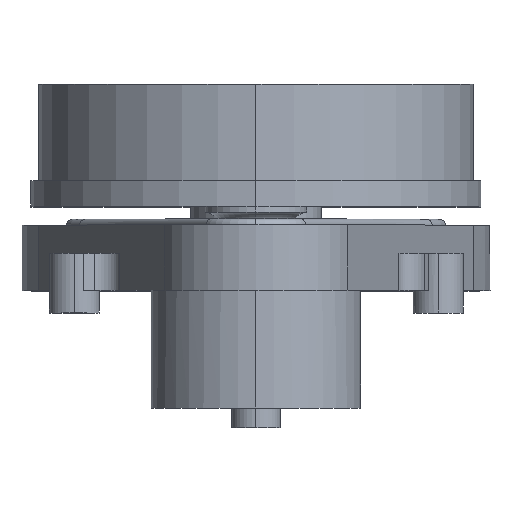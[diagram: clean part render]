
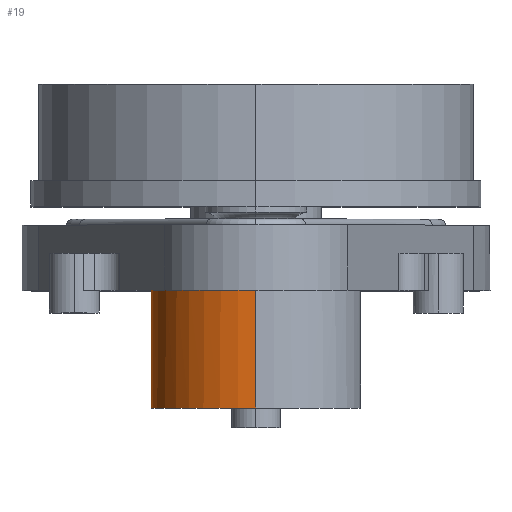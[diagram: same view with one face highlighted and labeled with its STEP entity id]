
A CAD part, top view. The second image highlights one B-rep face of the part: STEP entity #19.
In plain terms, the highlighted cylindrical face has radius 16 mm (diameter 32 mm), a partial arc.
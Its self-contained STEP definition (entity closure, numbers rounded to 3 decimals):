
#19 = ADVANCED_FACE ( 'NONE', ( #873 ), #1890, .T. ) ;
#55 = CARTESIAN_POINT ( 'NONE',  ( 0., -18., 39.7 ) ) ;
#61 = ORIENTED_EDGE ( 'NONE', *, *, #1122, .F. ) ;
#103 = CARTESIAN_POINT ( 'NONE',  ( 0., -18., 71.7 ) ) ;
#130 = CARTESIAN_POINT ( 'NONE',  ( 0., -18., 55.7 ) ) ;
#194 = EDGE_CURVE ( 'NONE', #2456, #1328, #1729, .T. ) ;
#230 = ORIENTED_EDGE ( 'NONE', *, *, #951, .F. ) ;
#236 = EDGE_CURVE ( 'NONE', #2919, #2456, #276, .T. ) ;
#275 = AXIS2_PLACEMENT_3D ( 'NONE', #1501, #3313, #715 ) ;
#276 = LINE ( 'NONE', #103, #2965 ) ;
#685 = CARTESIAN_POINT ( 'NONE',  ( -15.994, 0., 56.121 ) ) ;
#705 = CARTESIAN_POINT ( 'NONE',  ( 0., -18., 55.7 ) ) ;
#715 = DIRECTION ( 'NONE',  ( 0., 0., -1. ) ) ;
#741 = CIRCLE ( 'NONE', #2635, 16. ) ;
#869 = EDGE_LOOP ( 'NONE', ( #61, #230, #2398, #3196, #2283 ) ) ;
#873 = FACE_OUTER_BOUND ( 'NONE', #869, .T. ) ;
#951 = EDGE_CURVE ( 'NONE', #2919, #3175, #741, .T. ) ;
#1031 = DIRECTION ( 'NONE',  ( 0., 0., -1. ) ) ;
#1062 = CARTESIAN_POINT ( 'NONE',  ( 0., 0., 39.7 ) ) ;
#1122 = EDGE_CURVE ( 'NONE', #3175, #3125, #1488, .T. ) ;
#1328 = VERTEX_POINT ( 'NONE', #685 ) ;
#1351 = VECTOR ( 'NONE', #2984, 1000. ) ;
#1488 = LINE ( 'NONE', #1934, #1351 ) ;
#1501 = CARTESIAN_POINT ( 'NONE',  ( 0., 0., 55.7 ) ) ;
#1686 = CIRCLE ( 'NONE', #275, 16. ) ;
#1729 = CIRCLE ( 'NONE', #2157, 16. ) ;
#1768 = DIRECTION ( 'NONE',  ( 0., 0., -1. ) ) ;
#1890 = CYLINDRICAL_SURFACE ( 'NONE', #2267, 16. ) ;
#1934 = CARTESIAN_POINT ( 'NONE',  ( 0., -18., 39.7 ) ) ;
#2029 = DIRECTION ( 'NONE',  ( 0., -1., 0. ) ) ;
#2157 = AXIS2_PLACEMENT_3D ( 'NONE', #2515, #3051, #1768 ) ;
#2244 = EDGE_CURVE ( 'NONE', #1328, #3125, #1686, .T. ) ;
#2267 = AXIS2_PLACEMENT_3D ( 'NONE', #130, #2449, #2396 ) ;
#2283 = ORIENTED_EDGE ( 'NONE', *, *, #2244, .T. ) ;
#2308 = DIRECTION ( 'NONE',  ( 0., 1., 0. ) ) ;
#2372 = CARTESIAN_POINT ( 'NONE',  ( 0., 0., 71.7 ) ) ;
#2396 = DIRECTION ( 'NONE',  ( 0., 0., 1. ) ) ;
#2398 = ORIENTED_EDGE ( 'NONE', *, *, #236, .T. ) ;
#2449 = DIRECTION ( 'NONE',  ( 0., 1., 0. ) ) ;
#2456 = VERTEX_POINT ( 'NONE', #2372 ) ;
#2515 = CARTESIAN_POINT ( 'NONE',  ( 0., 0., 55.7 ) ) ;
#2635 = AXIS2_PLACEMENT_3D ( 'NONE', #705, #2029, #1031 ) ;
#2919 = VERTEX_POINT ( 'NONE', #2957 ) ;
#2957 = CARTESIAN_POINT ( 'NONE',  ( 0., -18., 71.7 ) ) ;
#2965 = VECTOR ( 'NONE', #2308, 1000. ) ;
#2984 = DIRECTION ( 'NONE',  ( 0., 1., 0. ) ) ;
#3051 = DIRECTION ( 'NONE',  ( 0., -1., 0. ) ) ;
#3125 = VERTEX_POINT ( 'NONE', #1062 ) ;
#3175 = VERTEX_POINT ( 'NONE', #55 ) ;
#3196 = ORIENTED_EDGE ( 'NONE', *, *, #194, .T. ) ;
#3313 = DIRECTION ( 'NONE',  ( 0., -1., 0. ) ) ;
